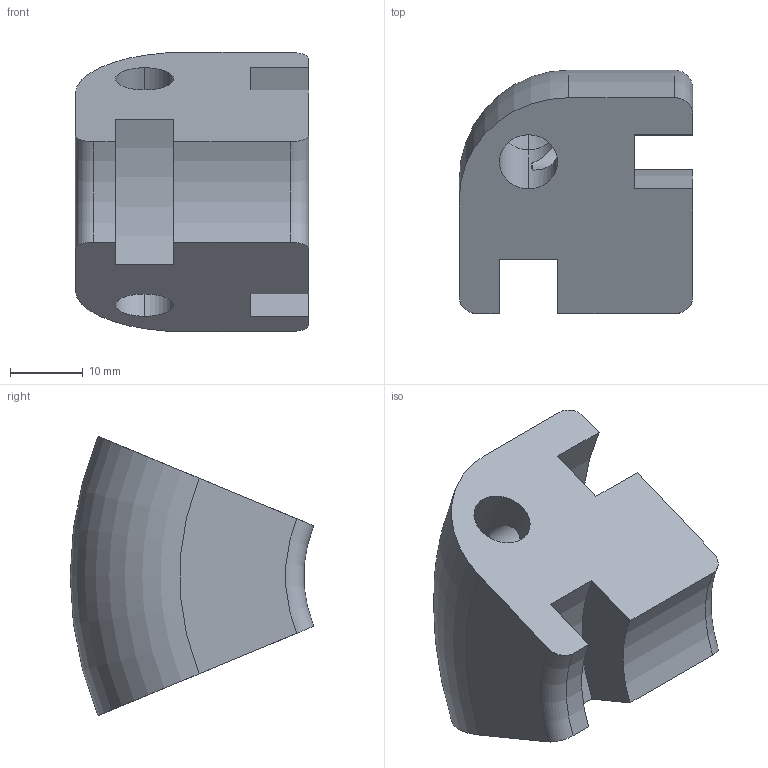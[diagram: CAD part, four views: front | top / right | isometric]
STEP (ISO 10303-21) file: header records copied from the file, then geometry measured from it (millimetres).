
FILE_DESCRIPTION (( 'STEP AP203' ), '1' );
FILE_NAME ('084.304.004.STEP', '2013-01-25T13:03:20', ( 'Alusic' ), ( 'Alusic' ), 'SwSTEP 2.0', 'SolidWorks 2011', '' );
FILE_SCHEMA (( 'CONFIG_CONTROL_DESIGN' ));
Length unit declared in the file: millimetre
Products named in the file (1): 084.304.004
Bounding box: 32 x 33.37 x 38.27 mm (x, y, z)
Volume: 20051.6 mm3; surface area: 6660.1 mm2
Topology: 1 solids, 1 shells, 32 faces, 86 edges, 54 vertices
Faces by surface type: cylinder 14, plane 8, cone 6, torus 4
Entity records: 1201 total; most frequent: CARTESIAN_POINT 313, DIRECTION 178, ORIENTED_EDGE 164, EDGE_CURVE 82, AXIS2_PLACEMENT_3D 71, VERTEX_POINT 54, EDGE_LOOP 38, CIRCLE 38
